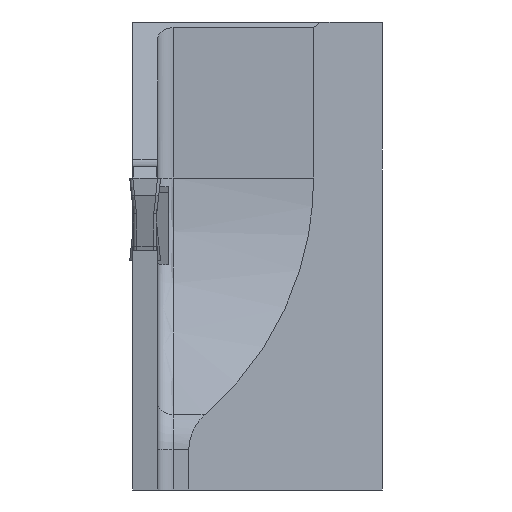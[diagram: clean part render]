
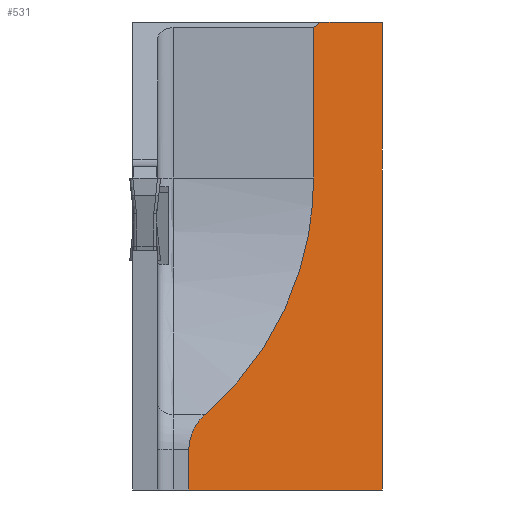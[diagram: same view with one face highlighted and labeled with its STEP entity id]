
A CAD part, left-side view. The second image highlights one B-rep face of the part: STEP entity #531.
In plain terms, the highlighted planar face has unit normal (-0.707, -0.707, 0).
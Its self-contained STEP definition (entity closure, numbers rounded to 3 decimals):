
#491=ELLIPSE('',#1623,28.284,20.);
#492=ELLIPSE('',#1624,4.243,3.);
#531=ADVANCED_FACE('',(#633),#590,.T.);
#590=PLANE('',#1625);
#633=FACE_OUTER_BOUND('',#694,.T.);
#694=EDGE_LOOP('',(#825,#826,#827,#828,#829,#830,#831,#832));
#825=ORIENTED_EDGE('',*,*,#1243,.F.);
#826=ORIENTED_EDGE('',*,*,#1244,.F.);
#827=ORIENTED_EDGE('',*,*,#1245,.F.);
#828=ORIENTED_EDGE('',*,*,#1246,.F.);
#829=ORIENTED_EDGE('',*,*,#1235,.T.);
#830=ORIENTED_EDGE('',*,*,#1247,.T.);
#831=ORIENTED_EDGE('',*,*,#1238,.F.);
#832=ORIENTED_EDGE('',*,*,#1230,.T.);
#1118=VERTEX_POINT('',#2130);
#1119=VERTEX_POINT('',#2132);
#1121=VERTEX_POINT('',#2139);
#1122=VERTEX_POINT('',#2141);
#1124=VERTEX_POINT('',#2147);
#1126=VERTEX_POINT('',#2154);
#1127=VERTEX_POINT('',#2159);
#1128=VERTEX_POINT('',#2161);
#1230=EDGE_CURVE('',#1119,#1118,#1381,.T.);
#1235=EDGE_CURVE('',#1122,#1121,#1386,.T.);
#1238=EDGE_CURVE('',#1119,#1124,#1388,.T.);
#1243=EDGE_CURVE('',#1126,#1118,#1393,.T.);
#1244=EDGE_CURVE('',#1127,#1126,#491,.T.);
#1245=EDGE_CURVE('',#1128,#1127,#492,.T.);
#1246=EDGE_CURVE('',#1122,#1128,#1394,.T.);
#1247=EDGE_CURVE('',#1121,#1124,#1395,.T.);
#1381=LINE('',#2131,#1502);
#1386=LINE('',#2140,#1507);
#1388=LINE('',#2146,#1509);
#1393=LINE('',#2155,#1514);
#1394=LINE('',#2162,#1515);
#1395=LINE('',#2163,#1516);
#1502=VECTOR('',#1760,1.);
#1507=VECTOR('',#1767,1.);
#1509=VECTOR('',#1773,1.);
#1514=VECTOR('',#1780,1.);
#1515=VECTOR('',#1789,1.);
#1516=VECTOR('',#1790,1.);
#1623=AXIS2_PLACEMENT_3D('',#2158,#1785,#1786);
#1624=AXIS2_PLACEMENT_3D('',#2160,#1787,#1788);
#1625=AXIS2_PLACEMENT_3D('',#2164,#1791,#1792);
#1760=DIRECTION('',(-0.619,0.619,-0.484));
#1767=DIRECTION('',(0.707,-0.707,0.));
#1773=DIRECTION('',(0.707,-0.707,0.));
#1780=DIRECTION('',(0.,0.,1.));
#1785=DIRECTION('',(-0.707,-0.707,0.));
#1786=DIRECTION('',(-0.707,0.707,0.));
#1787=DIRECTION('',(0.707,0.707,0.));
#1788=DIRECTION('',(-0.707,0.707,0.));
#1789=DIRECTION('',(0.,0.,1.));
#1790=DIRECTION('',(0.,0.,1.));
#1791=DIRECTION('',(-0.707,-0.707,0.));
#1792=DIRECTION('',(-0.707,0.707,0.));
#2130=CARTESIAN_POINT('',(16.,4.4,9.632));
#2131=CARTESIAN_POINT('',(62.221,-41.821,45.744));
#2132=CARTESIAN_POINT('',(16.471,3.929,10.));
#2139=CARTESIAN_POINT('',(20.4,0.,-20.));
#2140=CARTESIAN_POINT('',(27.847,-7.447,-20.));
#2141=CARTESIAN_POINT('',(8.,12.4,-20.));
#2146=CARTESIAN_POINT('',(2.2,18.2,10.));
#2147=CARTESIAN_POINT('',(20.4,0.,10.));
#2154=CARTESIAN_POINT('',(16.,4.4,0.));
#2155=CARTESIAN_POINT('',(16.,4.4,10.));
#2158=CARTESIAN_POINT('',(-4.,24.4,0.));
#2159=CARTESIAN_POINT('',(9.043,11.357,-15.161));
#2160=CARTESIAN_POINT('',(11.,9.4,-17.436));
#2161=CARTESIAN_POINT('',(8.,12.4,-17.436));
#2162=CARTESIAN_POINT('',(8.,12.4,-17.436));
#2163=CARTESIAN_POINT('',(20.4,0.,184.544));
#2164=CARTESIAN_POINT('',(8.,12.4,184.544));
